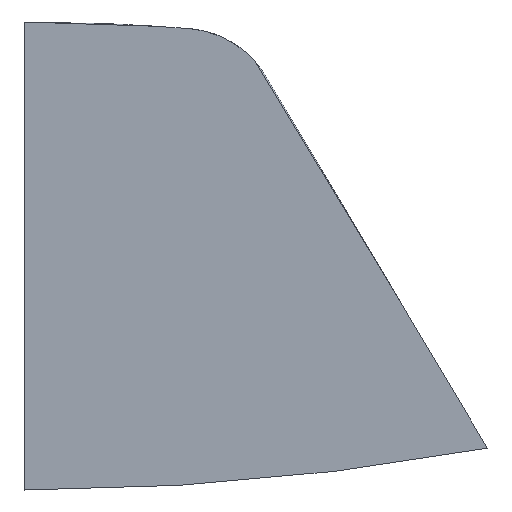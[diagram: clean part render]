
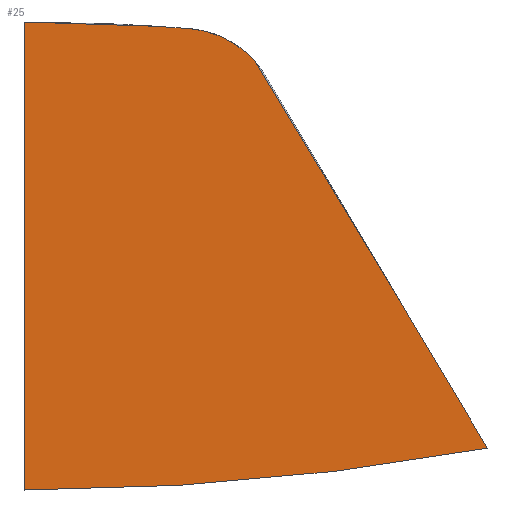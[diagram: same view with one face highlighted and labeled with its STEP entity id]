
A CAD part, left-side view. The second image highlights one B-rep face of the part: STEP entity #25.
In plain terms, the highlighted planar face has unit normal (-1, 0, 0).
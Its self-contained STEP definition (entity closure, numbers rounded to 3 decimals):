
#25=ADVANCED_FACE('',(#30),#84,.T.);
#30=FACE_OUTER_BOUND('',#35,.T.);
#35=EDGE_LOOP('',(#42,#43,#44));
#42=ORIENTED_EDGE('',*,*,#58,.F.);
#43=ORIENTED_EDGE('',*,*,#61,.F.);
#44=ORIENTED_EDGE('',*,*,#64,.F.);
#58=EDGE_CURVE('',#80,#78,#67,.T.);
#61=EDGE_CURVE('',#79,#80,#70,.T.);
#64=EDGE_CURVE('',#78,#79,#73,.T.);
#67=B_SPLINE_CURVE_WITH_KNOTS('',1,(#193,#194),.UNSPECIFIED.,.F.,.F.,(2,
2),(15.084,2120.342),.UNSPECIFIED.);
#70=B_SPLINE_CURVE_WITH_KNOTS('',3,(#204,#205,#206,#207,#208,#209,#210),
 .UNSPECIFIED.,.F.,.F.,(4,3,4),(-2089.975,-1077.701,-54.139),
 .UNSPECIFIED.);
#73=B_SPLINE_CURVE_WITH_KNOTS('',3,(#238,#239,#240,#241,#242,#243,#244,
#245,#246,#247,#248,#249,#250,#251,#252,#253,#254,#255,#256,#257,#258,#259,
#260,#261,#262),.UNSPECIFIED.,.F.,.F.,(4,3,3,3,3,3,3,3,4),(-3077.,
-2390.847,-2287.273,-2234.263,-2180.866,
-2127.473,-2074.474,-1970.942,-21.756),
 .UNSPECIFIED.);
#78=VERTEX_POINT('',#188);
#79=VERTEX_POINT('',#189);
#80=VERTEX_POINT('',#190);
#84=PLANE('',#107);
#107=AXIS2_PLACEMENT_3D('',#119,#113,$);
#113=DIRECTION('',(-1.,0.,0.));
#119=CARTESIAN_POINT('',(-8.,55.687,-21.053));
#188=CARTESIAN_POINT('',(-8.,0.,2105.258));
#189=CARTESIAN_POINT('',(-8.,-2082.939,188.333));
#190=CARTESIAN_POINT('',(-8.,0.,0.));
#193=CARTESIAN_POINT('',(-8.,0.,0.));
#194=CARTESIAN_POINT('',(-8.,0.,2105.258));
#204=CARTESIAN_POINT('',(-8.,-2082.939,188.333));
#205=CARTESIAN_POINT('',(-8.,-1741.111,126.016));
#206=CARTESIAN_POINT('',(-8.,-1396.948,79.122));
#207=CARTESIAN_POINT('',(-8.,-1051.497,47.713));
#208=CARTESIAN_POINT('',(-8.,-701.799,15.918));
#209=CARTESIAN_POINT('',(-8.,-350.939,0.007));
#210=CARTESIAN_POINT('',(-8.,0.,0.));
#238=CARTESIAN_POINT('',(-8.,0.,2105.258));
#239=CARTESIAN_POINT('',(-8.,-247.453,2105.155));
#240=CARTESIAN_POINT('',(-8.,-494.859,2095.218));
#241=CARTESIAN_POINT('',(-8.,-741.631,2075.458));
#242=CARTESIAN_POINT('',(-8.,-775.896,2072.714));
#243=CARTESIAN_POINT('',(-8.,-809.834,2065.955));
#244=CARTESIAN_POINT('',(-8.,-842.73,2055.246));
#245=CARTESIAN_POINT('',(-8.,-859.478,2049.794));
#246=CARTESIAN_POINT('',(-8.,-875.932,2043.325));
#247=CARTESIAN_POINT('',(-8.,-891.998,2035.857));
#248=CARTESIAN_POINT('',(-8.,-908.074,2028.384));
#249=CARTESIAN_POINT('',(-8.,-923.743,2019.918));
#250=CARTESIAN_POINT('',(-8.,-938.908,2010.486));
#251=CARTESIAN_POINT('',(-8.,-953.953,2001.129));
#252=CARTESIAN_POINT('',(-8.,-968.483,1990.831));
#253=CARTESIAN_POINT('',(-8.,-982.401,1979.629));
#254=CARTESIAN_POINT('',(-8.,-996.098,1968.605));
#255=CARTESIAN_POINT('',(-8.,-1009.183,1956.72));
#256=CARTESIAN_POINT('',(-8.,-1021.567,1944.017));
#257=CARTESIAN_POINT('',(-8.,-1045.419,1919.551));
#258=CARTESIAN_POINT('',(-8.,-1066.554,1892.167));
#259=CARTESIAN_POINT('',(-8.,-1084.368,1862.305));
#260=CARTESIAN_POINT('',(-8.,-1417.225,1304.314));
#261=CARTESIAN_POINT('',(-8.,-1750.082,746.324));
#262=CARTESIAN_POINT('',(-8.,-2082.939,188.333));
